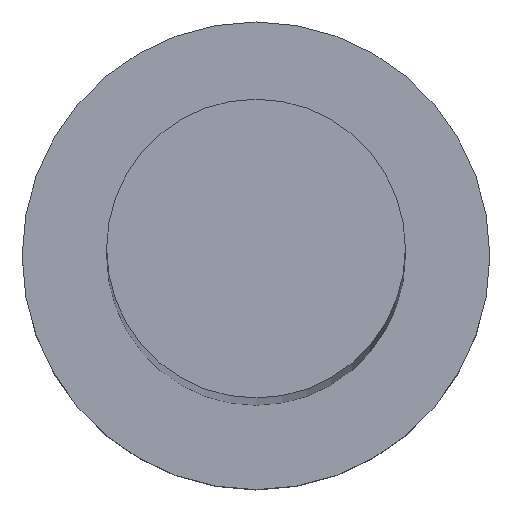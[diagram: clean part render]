
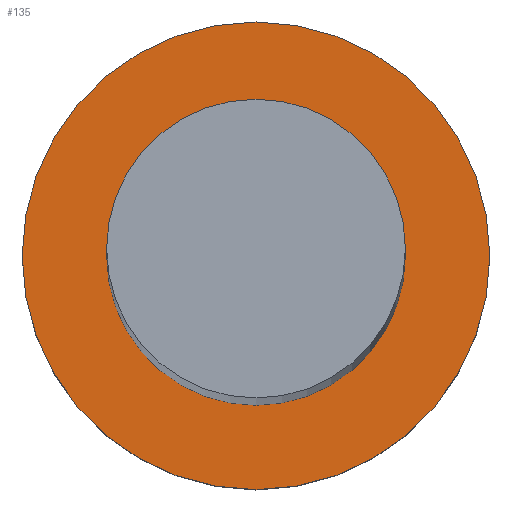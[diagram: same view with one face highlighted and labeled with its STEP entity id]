
A CAD part, top view. The second image highlights one B-rep face of the part: STEP entity #135.
In plain terms, the highlighted planar face has unit normal (0, 0, 1).
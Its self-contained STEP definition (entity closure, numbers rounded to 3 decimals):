
#6 = CIRCLE ( 'NONE', #115, 9. ) ;
#7 = EDGE_LOOP ( 'NONE', ( #55, #119 ) ) ;
#11 = CIRCLE ( 'NONE', #212, 5.75 ) ;
#12 = PLANE ( 'NONE',  #200 ) ;
#27 = AXIS2_PLACEMENT_3D ( 'NONE', #84, #183, #224 ) ;
#29 = CIRCLE ( 'NONE', #165, 5.75 ) ;
#30 = DIRECTION ( 'NONE',  ( 1., 0., 0. ) ) ;
#34 = DIRECTION ( 'NONE',  ( 1., 0., 0. ) ) ;
#38 = VERTEX_POINT ( 'NONE', #227 ) ;
#39 = EDGE_CURVE ( 'NONE', #103, #182, #11, .T. ) ;
#47 = CARTESIAN_POINT ( 'NONE',  ( 0., 0., 7. ) ) ;
#49 = FACE_BOUND ( 'NONE', #177, .T. ) ;
#55 = ORIENTED_EDGE ( 'NONE', *, *, #102, .T. ) ;
#74 = DIRECTION ( 'NONE',  ( 1., 0., 0. ) ) ;
#80 = DIRECTION ( 'NONE',  ( 0., 0., 1. ) ) ;
#82 = ORIENTED_EDGE ( 'NONE', *, *, #236, .F. ) ;
#84 = CARTESIAN_POINT ( 'NONE',  ( 0., 0., 7. ) ) ;
#90 = CARTESIAN_POINT ( 'NONE',  ( 0., 0., 7. ) ) ;
#102 = EDGE_CURVE ( 'NONE', #131, #38, #156, .T. ) ;
#103 = VERTEX_POINT ( 'NONE', #226 ) ;
#109 = FACE_OUTER_BOUND ( 'NONE', #7, .T. ) ;
#115 = AXIS2_PLACEMENT_3D ( 'NONE', #174, #80, #117 ) ;
#117 = DIRECTION ( 'NONE',  ( 1., 0., 0. ) ) ;
#119 = ORIENTED_EDGE ( 'NONE', *, *, #187, .T. ) ;
#131 = VERTEX_POINT ( 'NONE', #186 ) ;
#135 = ADVANCED_FACE ( 'NONE', ( #49, #109 ), #12, .T. ) ;
#149 = CARTESIAN_POINT ( 'NONE',  ( -5.75, 0., 7. ) ) ;
#152 = CARTESIAN_POINT ( 'NONE',  ( 0., 0., 7. ) ) ;
#156 = CIRCLE ( 'NONE', #27, 9. ) ;
#165 = AXIS2_PLACEMENT_3D ( 'NONE', #152, #237, #74 ) ;
#174 = CARTESIAN_POINT ( 'NONE',  ( 0., 0., 7. ) ) ;
#177 = EDGE_LOOP ( 'NONE', ( #82, #207 ) ) ;
#182 = VERTEX_POINT ( 'NONE', #149 ) ;
#183 = DIRECTION ( 'NONE',  ( 0., 0., 1. ) ) ;
#186 = CARTESIAN_POINT ( 'NONE',  ( -9., 0., 7. ) ) ;
#187 = EDGE_CURVE ( 'NONE', #38, #131, #6, .T. ) ;
#200 = AXIS2_PLACEMENT_3D ( 'NONE', #90, #250, #30 ) ;
#207 = ORIENTED_EDGE ( 'NONE', *, *, #39, .F. ) ;
#208 = DIRECTION ( 'NONE',  ( 0., 0., 1. ) ) ;
#212 = AXIS2_PLACEMENT_3D ( 'NONE', #47, #208, #34 ) ;
#224 = DIRECTION ( 'NONE',  ( 1., 0., 0. ) ) ;
#226 = CARTESIAN_POINT ( 'NONE',  ( 5.75, 0., 7. ) ) ;
#227 = CARTESIAN_POINT ( 'NONE',  ( 9., 0., 7. ) ) ;
#236 = EDGE_CURVE ( 'NONE', #182, #103, #29, .T. ) ;
#237 = DIRECTION ( 'NONE',  ( 0., 0., 1. ) ) ;
#250 = DIRECTION ( 'NONE',  ( 0., 0., 1. ) ) ;
